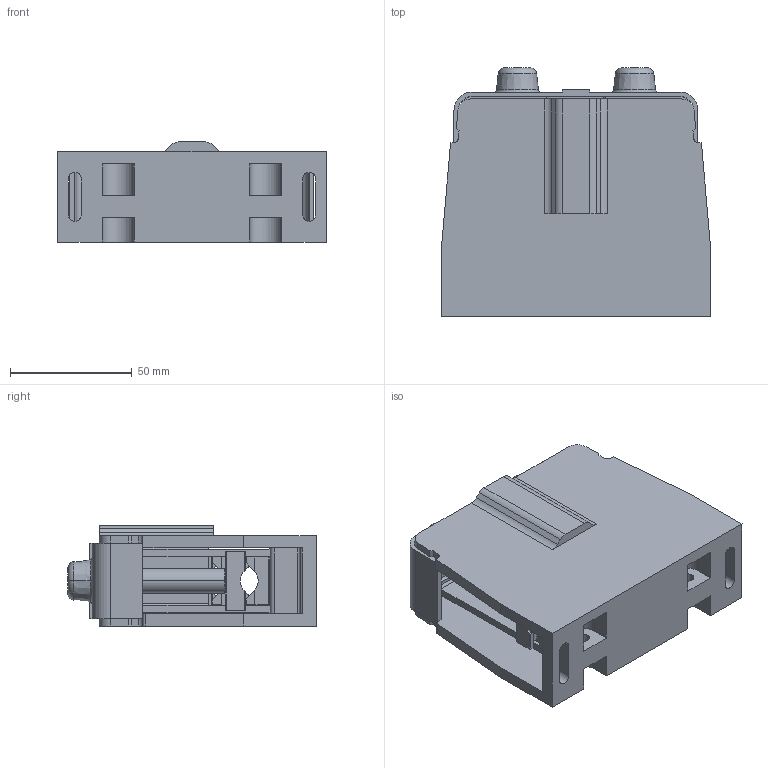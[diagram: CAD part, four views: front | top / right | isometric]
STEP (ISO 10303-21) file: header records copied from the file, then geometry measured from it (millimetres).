
FILE_DESCRIPTION((''),'2;1');
FILE_NAME('95D_ASM','2024-03-09T',('dell'),(''),'PRO/ENGINEER BY PARAMETRIC TECHNOLOGY CORPORATION, 2013230','PRO/ENGINEER BY PARAMETRIC TECHNOLOGY CORPORATION, 2013230','');
FILE_SCHEMA(('AUTOMOTIVE_DESIGN { 1 0 10303 214 1 1 1 1 }'));
Length unit declared in the file: millimetre
Products named in the file (1): 95D_ASM
Bounding box: 110 x 101.8 x 41 mm (x, y, z)
Volume: 207737.8 mm3; surface area: 91567.6 mm2
Topology: 1 solids, 1 shells, 742 faces, 2222 edges, 1454 vertices
Faces by surface type: plane 429, cylinder 285, torus 16, cone 12
Entity records: 25798 total; most frequent: CARTESIAN_POINT 6174, ORIENTED_EDGE 4444, DIRECTION 3592, EDGE_CURVE 2222, VECTOR 1510, LINE 1510, VERTEX_POINT 1454, AXIS2_PLACEMENT_3D 1041
